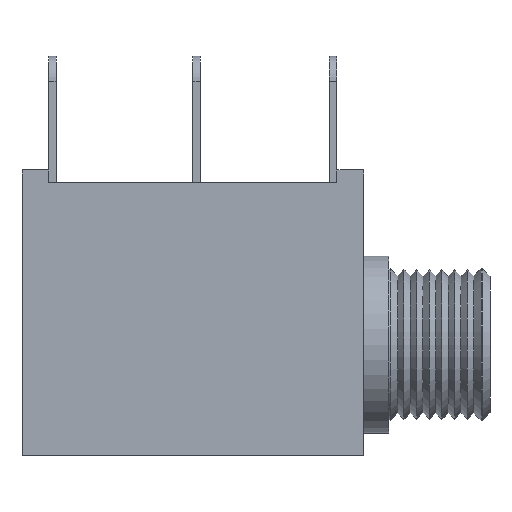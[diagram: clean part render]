
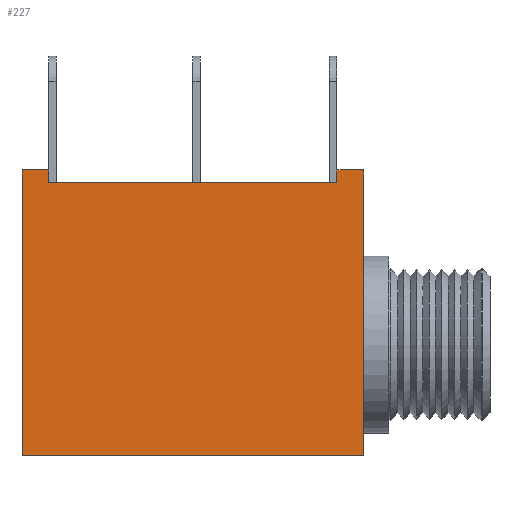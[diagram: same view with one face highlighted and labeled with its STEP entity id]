
A CAD part, front view. The second image highlights one B-rep face of the part: STEP entity #227.
In plain terms, the highlighted planar face has unit normal (0, -1, 0).
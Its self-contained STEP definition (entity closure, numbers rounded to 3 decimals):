
#227=ADVANCED_FACE('NONE',(#477),#478,.F.);
#477=FACE_OUTER_BOUND('',#755,.T.);
#478=PLANE('',#756);
#755=EDGE_LOOP('',(#1326,#1327,#1328,#1329,#1330,#1331,#1332,#1333));
#756=AXIS2_PLACEMENT_3D('',#1334,#1335,#1336);
#1326=ORIENTED_EDGE('',*,*,#1745,.F.);
#1327=ORIENTED_EDGE('',*,*,#1736,.F.);
#1328=ORIENTED_EDGE('',*,*,#1698,.F.);
#1329=ORIENTED_EDGE('',*,*,#1727,.T.);
#1330=ORIENTED_EDGE('',*,*,#1798,.F.);
#1331=ORIENTED_EDGE('',*,*,#1787,.F.);
#1332=ORIENTED_EDGE('',*,*,#1796,.F.);
#1333=ORIENTED_EDGE('',*,*,#1799,.F.);
#1334=CARTESIAN_POINT('',(-5.0,-3.854,6.9));
#1335=DIRECTION('',(0.0,1.0,0.0));
#1336=DIRECTION('',(1.0,0.0,-0.0));
#1698=EDGE_CURVE('NONE',#2054,#2056,#2057,.T.);
#1727=EDGE_CURVE('NONE',#2054,#2103,#2105,.T.);
#1736=EDGE_CURVE('NONE',#2056,#2119,#2120,.T.);
#1745=EDGE_CURVE('NONE',#2119,#2131,#2132,.T.);
#1787=EDGE_CURVE('NONE',#2174,#2176,#2177,.T.);
#1796=EDGE_CURVE('NONE',#2186,#2174,#2188,.T.);
#1798=EDGE_CURVE('NONE',#2176,#2103,#2190,.T.);
#1799=EDGE_CURVE('NONE',#2131,#2186,#2191,.T.);
#2054=VERTEX_POINT('NONE',#2510);
#2056=VERTEX_POINT('NONE',#2513);
#2057=LINE('',#2514,#2515);
#2103=VERTEX_POINT('NONE',#2577);
#2105=LINE('',#2580,#2581);
#2119=VERTEX_POINT('NONE',#2601);
#2120=LINE('',#2602,#2603);
#2131=VERTEX_POINT('NONE',#2620);
#2132=LINE('',#2621,#2622);
#2174=VERTEX_POINT('NONE',#2665);
#2176=VERTEX_POINT('NONE',#2668);
#2177=LINE('',#2669,#2670);
#2186=VERTEX_POINT('NONE',#2684);
#2188=LINE('',#2687,#2688);
#2190=LINE('',#2690,#2691);
#2191=LINE('',#2692,#2693);
#2510=CARTESIAN_POINT('',(-17.45,-3.854,6.4));
#2513=CARTESIAN_POINT('',(-6.05,-3.854,6.4));
#2514=CARTESIAN_POINT('',(-6.05,-3.854,6.4));
#2515=VECTOR('',#2949,1000.0);
#2577=CARTESIAN_POINT('',(-17.45,-3.854,6.9));
#2580=CARTESIAN_POINT('',(-17.45,-3.854,6.4));
#2581=VECTOR('',#2985,1000.0);
#2601=CARTESIAN_POINT('',(-6.05,-3.854,6.9));
#2602=CARTESIAN_POINT('',(-6.05,-3.854,6.4));
#2603=VECTOR('',#2992,1000.0);
#2620=CARTESIAN_POINT('',(-5.0,-3.854,6.9));
#2621=CARTESIAN_POINT('',(-5.0,-3.854,6.9));
#2622=VECTOR('',#2999,1000.0);
#2665=CARTESIAN_POINT('',(-18.5,-3.854,-4.4));
#2668=CARTESIAN_POINT('',(-18.5,-3.854,6.9));
#2669=CARTESIAN_POINT('',(-18.5,-3.854,6.9));
#2670=VECTOR('',#3059,1000.0);
#2684=CARTESIAN_POINT('',(-5.0,-3.854,-4.4));
#2687=CARTESIAN_POINT('',(-5.0,-3.854,-4.4));
#2688=VECTOR('',#3066,1000.0);
#2690=CARTESIAN_POINT('',(-5.0,-3.854,6.9));
#2691=VECTOR('',#3067,1000.0);
#2692=CARTESIAN_POINT('',(-5.0,-3.854,-4.4));
#2693=VECTOR('',#3068,1000.0);
#2949=DIRECTION('',(1.0,0.,-0.0));
#2985=DIRECTION('',(-0.0,-0.0,1.0));
#2992=DIRECTION('',(-0.0,-0.0,1.0));
#2999=DIRECTION('',(1.0,-0.0,0.));
#3059=DIRECTION('',(-0.0,-0.0,1.0));
#3066=DIRECTION('',(-1.0,0.0,0.));
#3067=DIRECTION('',(1.0,-0.0,0.));
#3068=DIRECTION('',(0.,-0.0,-1.0));
